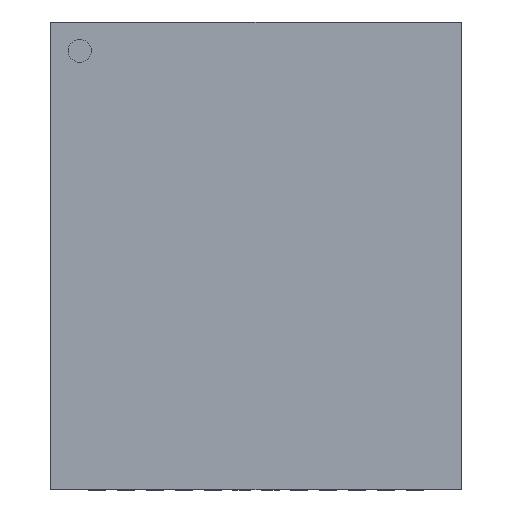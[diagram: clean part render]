
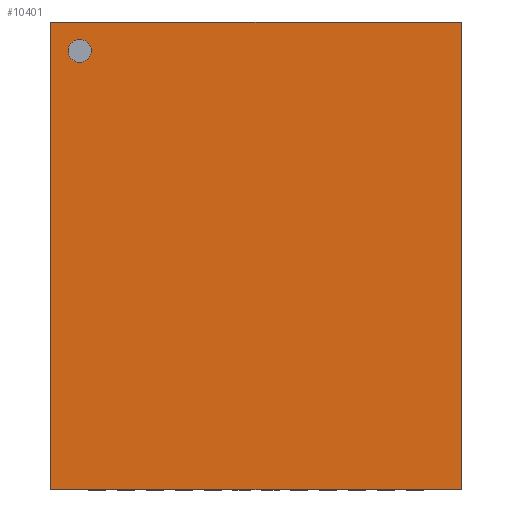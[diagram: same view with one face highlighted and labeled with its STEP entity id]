
A CAD part, top view. The second image highlights one B-rep face of the part: STEP entity #10401.
In plain terms, the highlighted planar face has unit normal (0, 0, 1).
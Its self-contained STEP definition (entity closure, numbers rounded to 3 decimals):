
#3303=CARTESIAN_POINT('',(-2.85,3.55,0.8));
#3304=VERTEX_POINT('',#3303);
#3320=CARTESIAN_POINT('',(-3.25,3.55,0.8));
#3321=VERTEX_POINT('',#3320);
#3328=CARTESIAN_POINT('',(-3.05,3.55,0.8));
#3329=DIRECTION('',(0.0,0.0,-1.0));
#3330=DIRECTION('',(1.0,0.0,0.0));
#3331=AXIS2_PLACEMENT_3D('',#3328,#3329,#3330);
#3332=CIRCLE('',#3331,0.2);
#3333=EDGE_CURVE('',#3304,#3321,#3332,.T.);
#3344=CARTESIAN_POINT('',(-3.05,3.55,0.8));
#3345=DIRECTION('',(0.0,0.0,-1.0));
#3346=DIRECTION('',(1.0,0.0,0.0));
#3347=AXIS2_PLACEMENT_3D('',#3344,#3345,#3346);
#3348=CIRCLE('',#3347,0.2);
#3349=EDGE_CURVE('',#3321,#3304,#3348,.T.);
#9819=CARTESIAN_POINT('',(3.55,4.05,0.8));
#9820=VERTEX_POINT('',#9819);
#9827=CARTESIAN_POINT('',(3.55,-4.05,0.8));
#9828=VERTEX_POINT('',#9827);
#9829=CARTESIAN_POINT('',(3.55,4.05,0.8));
#9830=DIRECTION('',(0.0,-1.0,0.0));
#9831=VECTOR('',#9830,8.1);
#9832=LINE('',#9829,#9831);
#9833=EDGE_CURVE('',#9820,#9828,#9832,.T.);
#9985=CARTESIAN_POINT('',(-3.55,4.05,0.8));
#9986=VERTEX_POINT('',#9985);
#9993=CARTESIAN_POINT('',(-3.55,4.05,0.8));
#9994=DIRECTION('',(1.0,0.0,0.0));
#9995=VECTOR('',#9994,7.1);
#9996=LINE('',#9993,#9995);
#9997=EDGE_CURVE('',#9986,#9820,#9996,.T.);
#10121=CARTESIAN_POINT('',(-3.55,-4.05,0.8));
#10122=VERTEX_POINT('',#10121);
#10123=CARTESIAN_POINT('',(3.55,-4.05,0.8));
#10124=DIRECTION('',(-1.0,0.0,0.0));
#10125=VECTOR('',#10124,7.1);
#10126=LINE('',#10123,#10125);
#10127=EDGE_CURVE('',#9828,#10122,#10126,.T.);
#10260=CARTESIAN_POINT('',(-3.55,-4.05,0.8));
#10261=DIRECTION('',(0.0,1.0,0.0));
#10262=VECTOR('',#10261,8.1);
#10263=LINE('',#10260,#10262);
#10264=EDGE_CURVE('',#10122,#9986,#10263,.T.);
#10386=CARTESIAN_POINT('',(0.,0.0,0.8));
#10387=DIRECTION('',(0.0,0.0,1.0));
#10388=DIRECTION('',(1.0,0.0,0.0));
#10389=AXIS2_PLACEMENT_3D('',#10386,#10387,#10388);
#10390=PLANE('',#10389);
#10391=ORIENTED_EDGE('',*,*,#9997,.F.);
#10392=ORIENTED_EDGE('',*,*,#10264,.F.);
#10393=ORIENTED_EDGE('',*,*,#10127,.F.);
#10394=ORIENTED_EDGE('',*,*,#9833,.F.);
#10395=EDGE_LOOP('',(#10391,#10392,#10393,#10394));
#10396=FACE_OUTER_BOUND('',#10395,.T.);
#10397=ORIENTED_EDGE('',*,*,#3333,.T.);
#10398=ORIENTED_EDGE('',*,*,#3349,.T.);
#10399=EDGE_LOOP('',(#10397,#10398));
#10400=FACE_BOUND('',#10399,.T.);
#10401=ADVANCED_FACE('',(#10396,#10400),#10390,.T.);
